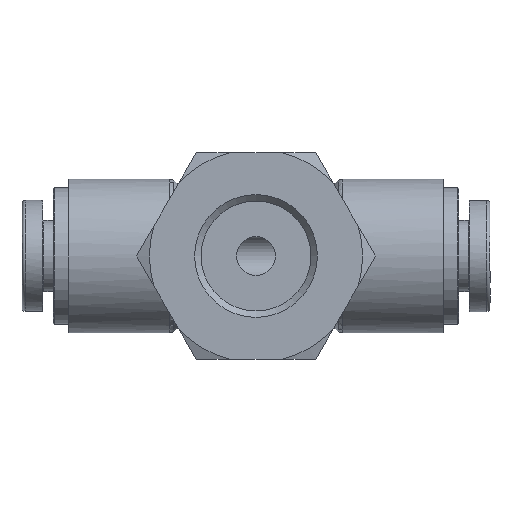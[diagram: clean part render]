
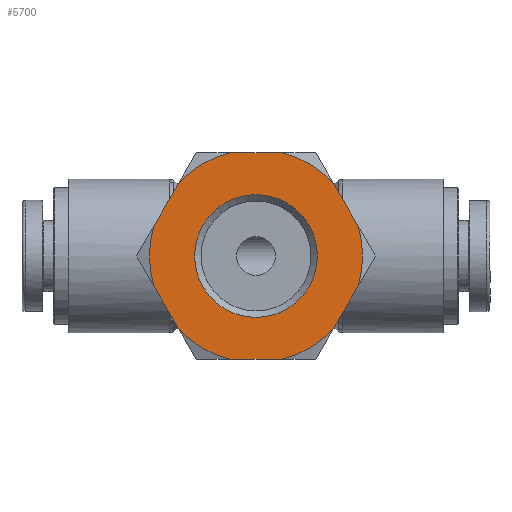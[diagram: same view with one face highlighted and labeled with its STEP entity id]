
A CAD part, front view. The second image highlights one B-rep face of the part: STEP entity #5700.
In plain terms, the highlighted face is planar.
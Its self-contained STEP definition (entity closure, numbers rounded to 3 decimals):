
#5565=CARTESIAN_POINT('',(-24.8,0.,-4.75));
#5566=VERTEX_POINT('',#5565);
#5567=CARTESIAN_POINT('',(-24.8,0.,0.0));
#5568=DIRECTION('',(-1.0,0.0,0.0));
#5569=DIRECTION('',(0.0,0.0,1.0));
#5570=AXIS2_PLACEMENT_3D('',#5567,#5568,#5569);
#5571=CIRCLE('',#5570,4.75);
#5572=EDGE_CURVE('',#5566,#5566,#5571,.T.);
#5588=CARTESIAN_POINT('',(-24.8,6.861,0.0));
#5589=DIRECTION('',(-1.0,0.0,0.0));
#5590=DIRECTION('',(0.0,0.0,1.0));
#5591=AXIS2_PLACEMENT_3D('',#5588,#5589,#5590);
#5592=PLANE('',#5591);
#5593=CARTESIAN_POINT('',(-24.8,7.91,2.299));
#5594=VERTEX_POINT('',#5593);
#5595=CARTESIAN_POINT('',(-24.8,7.91,-2.299));
#5596=VERTEX_POINT('',#5595);
#5597=CARTESIAN_POINT('',(-24.8,0.,0.0));
#5598=DIRECTION('',(-1.0,0.0,0.0));
#5599=DIRECTION('',(0.0,1.0,0.0));
#5600=AXIS2_PLACEMENT_3D('',#5597,#5598,#5599);
#5601=CIRCLE('',#5600,8.238);
#5602=EDGE_CURVE('',#5594,#5596,#5601,.T.);
#5603=ORIENTED_EDGE('',*,*,#5602,.T.);
#5604=CARTESIAN_POINT('',(-24.8,5.946,-5.701));
#5605=VERTEX_POINT('',#5604);
#5606=CARTESIAN_POINT('',(-24.8,5.946,-5.701));
#5607=DIRECTION('',(0.0,0.5,0.866));
#5608=VECTOR('',#5607,3.928);
#5609=LINE('',#5606,#5608);
#5610=EDGE_CURVE('',#5605,#5596,#5609,.T.);
#5611=ORIENTED_EDGE('',*,*,#5610,.F.);
#5612=CARTESIAN_POINT('',(-24.8,1.964,-8.));
#5613=VERTEX_POINT('',#5612);
#5614=CARTESIAN_POINT('',(-24.8,0.,0.0));
#5615=DIRECTION('',(-1.0,0.0,0.0));
#5616=DIRECTION('',(0.0,1.0,0.0));
#5617=AXIS2_PLACEMENT_3D('',#5614,#5615,#5616);
#5618=CIRCLE('',#5617,8.238);
#5619=EDGE_CURVE('',#5605,#5613,#5618,.T.);
#5620=ORIENTED_EDGE('',*,*,#5619,.T.);
#5621=CARTESIAN_POINT('',(-24.8,-1.964,-8.));
#5622=VERTEX_POINT('',#5621);
#5623=CARTESIAN_POINT('',(-24.8,-1.964,-8.));
#5624=DIRECTION('',(0.0,1.0,0.0));
#5625=VECTOR('',#5624,3.928);
#5626=LINE('',#5623,#5625);
#5627=EDGE_CURVE('',#5622,#5613,#5626,.T.);
#5628=ORIENTED_EDGE('',*,*,#5627,.F.);
#5629=CARTESIAN_POINT('',(-24.8,-5.946,-5.701));
#5630=VERTEX_POINT('',#5629);
#5631=CARTESIAN_POINT('',(-24.8,0.,0.0));
#5632=DIRECTION('',(-1.0,0.0,0.0));
#5633=DIRECTION('',(0.0,1.0,0.0));
#5634=AXIS2_PLACEMENT_3D('',#5631,#5632,#5633);
#5635=CIRCLE('',#5634,8.238);
#5636=EDGE_CURVE('',#5622,#5630,#5635,.T.);
#5637=ORIENTED_EDGE('',*,*,#5636,.T.);
#5638=CARTESIAN_POINT('',(-24.8,-7.91,-2.299));
#5639=VERTEX_POINT('',#5638);
#5640=CARTESIAN_POINT('',(-24.8,-7.91,-2.299));
#5641=DIRECTION('',(0.0,0.5,-0.866));
#5642=VECTOR('',#5641,3.928);
#5643=LINE('',#5640,#5642);
#5644=EDGE_CURVE('',#5639,#5630,#5643,.T.);
#5645=ORIENTED_EDGE('',*,*,#5644,.F.);
#5646=CARTESIAN_POINT('',(-24.8,-7.91,2.299));
#5647=VERTEX_POINT('',#5646);
#5648=CARTESIAN_POINT('',(-24.8,0.,0.0));
#5649=DIRECTION('',(-1.0,0.0,0.0));
#5650=DIRECTION('',(0.0,1.0,0.0));
#5651=AXIS2_PLACEMENT_3D('',#5648,#5649,#5650);
#5652=CIRCLE('',#5651,8.238);
#5653=EDGE_CURVE('',#5639,#5647,#5652,.T.);
#5654=ORIENTED_EDGE('',*,*,#5653,.T.);
#5655=CARTESIAN_POINT('',(-24.8,-5.946,5.701));
#5656=VERTEX_POINT('',#5655);
#5657=CARTESIAN_POINT('',(-24.8,-5.946,5.701));
#5658=DIRECTION('',(0.0,-0.5,-0.866));
#5659=VECTOR('',#5658,3.928);
#5660=LINE('',#5657,#5659);
#5661=EDGE_CURVE('',#5656,#5647,#5660,.T.);
#5662=ORIENTED_EDGE('',*,*,#5661,.F.);
#5663=CARTESIAN_POINT('',(-24.8,-1.964,8.));
#5664=VERTEX_POINT('',#5663);
#5665=CARTESIAN_POINT('',(-24.8,0.,0.0));
#5666=DIRECTION('',(-1.0,0.0,0.0));
#5667=DIRECTION('',(0.0,1.0,0.0));
#5668=AXIS2_PLACEMENT_3D('',#5665,#5666,#5667);
#5669=CIRCLE('',#5668,8.238);
#5670=EDGE_CURVE('',#5656,#5664,#5669,.T.);
#5671=ORIENTED_EDGE('',*,*,#5670,.T.);
#5672=CARTESIAN_POINT('',(-24.8,1.964,8.));
#5673=VERTEX_POINT('',#5672);
#5674=CARTESIAN_POINT('',(-24.8,1.964,8.));
#5675=DIRECTION('',(0.0,-1.0,0.0));
#5676=VECTOR('',#5675,3.928);
#5677=LINE('',#5674,#5676);
#5678=EDGE_CURVE('',#5673,#5664,#5677,.T.);
#5679=ORIENTED_EDGE('',*,*,#5678,.F.);
#5680=CARTESIAN_POINT('',(-24.8,5.946,5.701));
#5681=VERTEX_POINT('',#5680);
#5682=CARTESIAN_POINT('',(-24.8,0.,0.0));
#5683=DIRECTION('',(-1.0,0.0,0.0));
#5684=DIRECTION('',(0.0,1.0,0.0));
#5685=AXIS2_PLACEMENT_3D('',#5682,#5683,#5684);
#5686=CIRCLE('',#5685,8.238);
#5687=EDGE_CURVE('',#5673,#5681,#5686,.T.);
#5688=ORIENTED_EDGE('',*,*,#5687,.T.);
#5689=CARTESIAN_POINT('',(-24.8,7.91,2.299));
#5690=DIRECTION('',(0.0,-0.5,0.866));
#5691=VECTOR('',#5690,3.928);
#5692=LINE('',#5689,#5691);
#5693=EDGE_CURVE('',#5594,#5681,#5692,.T.);
#5694=ORIENTED_EDGE('',*,*,#5693,.F.);
#5695=EDGE_LOOP('',(#5603,#5611,#5620,#5628,#5637,#5645,#5654,#5662,#5671,#5679,#5688,#5694));
#5696=FACE_OUTER_BOUND('',#5695,.T.);
#5697=ORIENTED_EDGE('',*,*,#5572,.F.);
#5698=EDGE_LOOP('',(#5697));
#5699=FACE_BOUND('',#5698,.T.);
#5700=ADVANCED_FACE('',(#5696,#5699),#5592,.T.);
